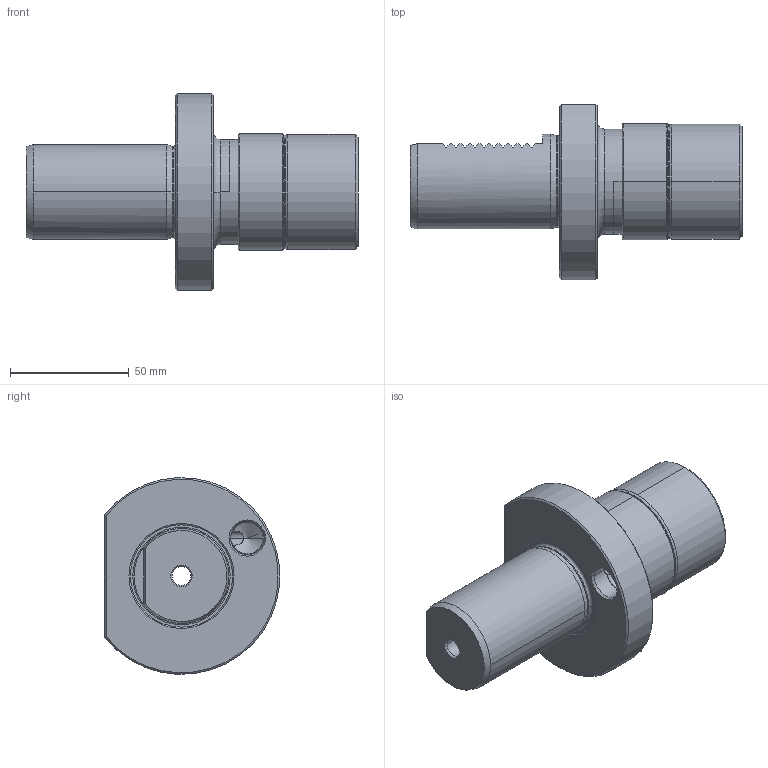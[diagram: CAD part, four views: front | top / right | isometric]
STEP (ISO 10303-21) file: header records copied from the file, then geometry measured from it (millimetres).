
FILE_DESCRIPTION((''),'2;1');
FILE_NAME('VDI40RTB-2','2018-09-05T',('101107'),(''),'CREO PARAMETRIC BY PTC INC, 2015290','CREO PARAMETRIC BY PTC INC, 2015290','');
FILE_SCHEMA(('CONFIG_CONTROL_DESIGN'));
Length unit declared in the file: millimetre
Products named in the file (1): VDI40RTB-2
Bounding box: 140 x 73.85 x 82.91 mm (x, y, z)
Volume: 224694.5 mm3; surface area: 44556.9 mm2
Topology: 2 solids, 2 shells, 224 faces, 543 edges, 335 vertices
Faces by surface type: plane 83, cone 47, cylinder 44, torus 32, bspline 12, sphere 6
Entity records: 7153 total; most frequent: CARTESIAN_POINT 1987, ORIENTED_EDGE 1082, DIRECTION 1048, EDGE_CURVE 541, AXIS2_PLACEMENT_3D 409, VERTEX_POINT 335, EDGE_LOOP 242, VECTOR 230
